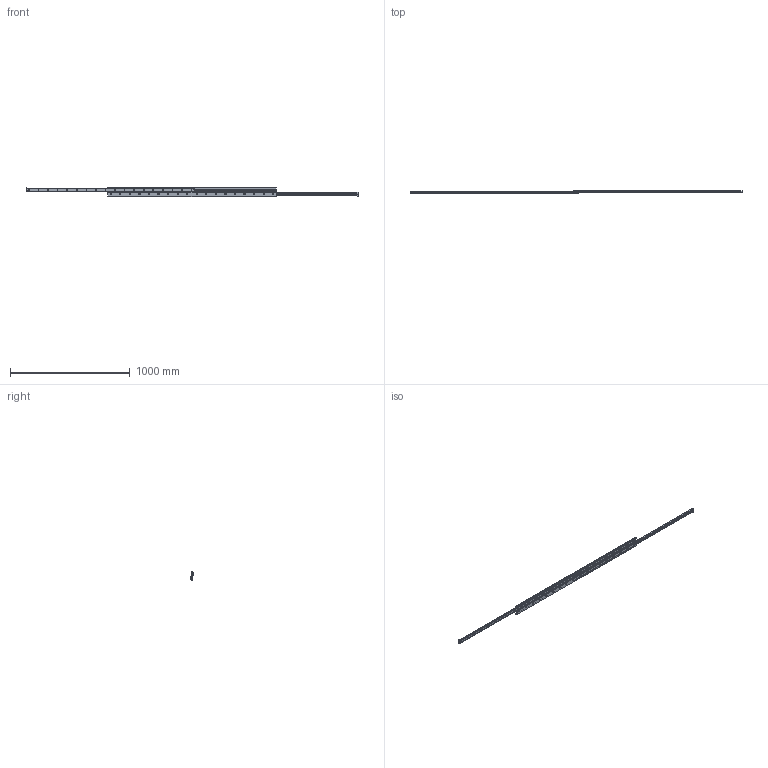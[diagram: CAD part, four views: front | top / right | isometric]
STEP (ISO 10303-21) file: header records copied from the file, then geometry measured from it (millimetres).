
FILE_DESCRIPTION((''),'2;1');
FILE_NAME('LCAS 28H.D-1410.stp','2016-01-15T09:33:15',('MRathmann'),(''),'Autodesk Inventor 2012','Autodesk Inventor 2012','');
FILE_SCHEMA(('CONFIG_CONTROL_DESIGN'));
Length unit declared in the file: millimetre
Products named in the file (11): LCAS 28H.D-1410.iam (Detailgenauigkeit1); ZP 28H-1410.S; LCN 28H-1410; LLMG 28H-1410; KF.LCA 28H-0715.GZ; + AP.L 28H; + AS.L 28H 4x3,8; # SP.L 28H-4,5; + SP.L 28H-4,5; + AG.L 28H-4,5; DIN 7991 M5x8
Assembly tree (28 placements, depth 3):
  LCAS 28H.D-1410.iam (Detailgenauigkeit1)
    ZP 28H-1410.S
    LCN 28H-1410  x2
    LLMG 28H-1410  x2
    KF.LCA 28H-0715.GZ  x2
    + AP.L 28H  x4
    + AS.L 28H 4x3,8  x4
    # SP.L 28H-4,5  x2
      + SP.L 28H-4,5
      + AG.L 28H-4,5
    DIN 7991 M5x8  x8
Bounding box: 2778 x 16.8 x 80 mm (x, y, z)
Volume: 1165030.6 mm3; surface area: 822651.1 mm2
Topology: 29 solids, 29 shells, 798 faces, 1974 edges, 1242 vertices
Faces by surface type: plane 368, cylinder 268, cone 154, torus 8
Full cylindrical faces by diameter (mm): 0.3 x4, 2.459 x4, 2.5 x6, 3 x28, 3.4 x2, 3.8 x4, 4 x8, 4.134 x36, 5 x12, 5.5 x36, 6.5 x2, 6.8 x36, 10 x8
Entity records: 11484 total; most frequent: DIRECTION 2017, CARTESIAN_POINT 1858, ORIENTED_EDGE 1556, AXIS2_PLACEMENT_3D 816, EDGE_LOOP 783, EDGE_CURVE 778, VERTEX_POINT 601, FACE_BOUND 395
